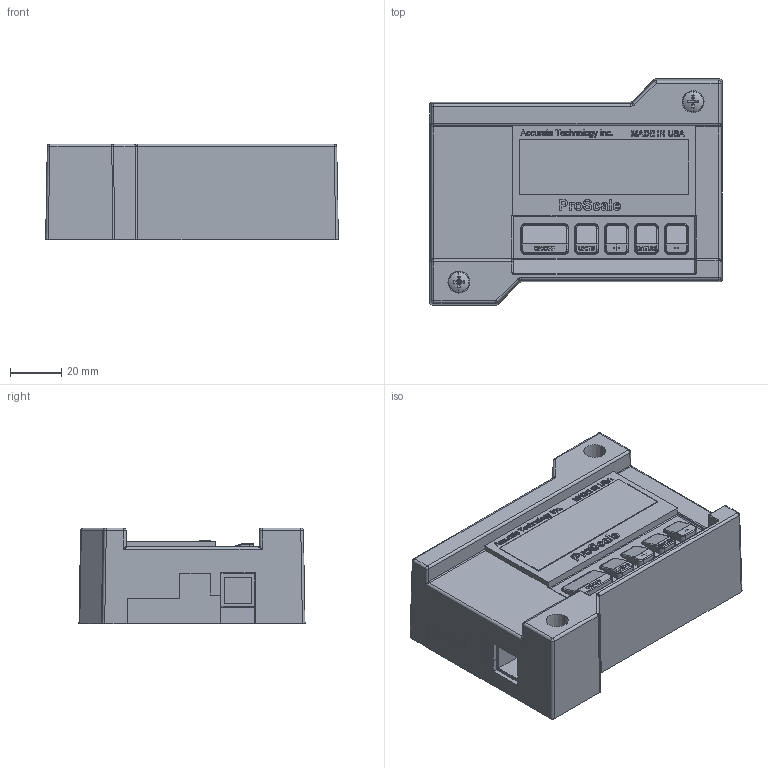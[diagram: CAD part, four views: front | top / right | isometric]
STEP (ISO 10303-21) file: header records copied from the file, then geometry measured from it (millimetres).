
FILE_DESCRIPTION (( 'STEP AP214' ), '1' );
FILE_NAME ('700-1600-230 Basic Readout.STEP', '2015-09-11T12:21:00', ( 'Mike' ), ( '' ), 'SwSTEP 2.0', 'SolidWorks 2015', '' );
FILE_SCHEMA (( 'AUTOMOTIVE_DESIGN' ));
Length unit declared in the file: inch
Products named in the file (7): Pan Cross Head_AI_CR-PHMS 0.164-32x0.375x0.375-N; General bottom_With mounting holes punched out; PC board - GPD; Lens; Keypad; General Top, 6pin input_BASIC display; 700-1600-230 Basic Readout
Assembly tree (7 placements, depth 2):
  700-1600-230 Basic Readout
    General Top, 6pin input_BASIC display
    Keypad
    Lens
    PC board - GPD
    General bottom_With mounting holes punched out
    Pan Cross Head_AI_CR-PHMS 0.164-32x0.375x0.375-N  x2
Bounding box: 114.3 x 88.27 x 37.47 mm (x, y, z)
Volume: 108245 mm3; surface area: 114180.9 mm2
Topology: 7 solids, 7 shells, 2825 faces, 7285 edges, 4690 vertices
Faces by surface type: plane 1539, bspline 560, cylinder 547, cone 62, torus 60, sphere 57
Entity records: 116181 total; most frequent: CARTESIAN_POINT 46264, ORIENTED_EDGE 14442, DIRECTION 11273, EDGE_CURVE 7221, LINE 4893, VECTOR 4893, VERTEX_POINT 4658, AXIS2_PLACEMENT_3D 3190
